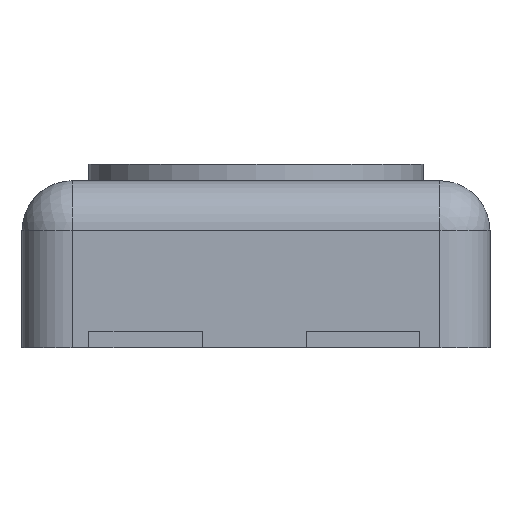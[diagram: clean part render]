
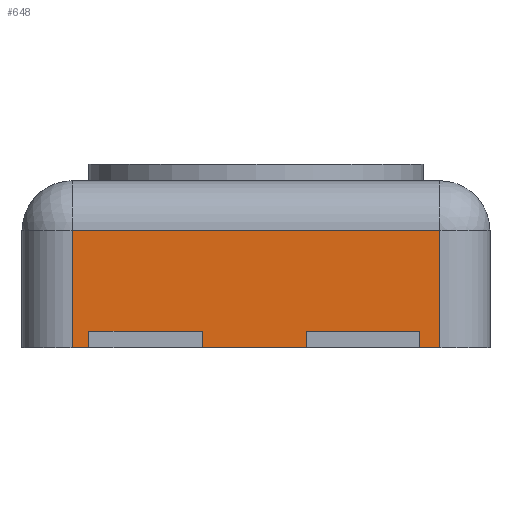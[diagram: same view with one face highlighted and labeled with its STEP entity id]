
A CAD part, left-side view. The second image highlights one B-rep face of the part: STEP entity #648.
In plain terms, the highlighted planar face has unit normal (-1, 0, 0).
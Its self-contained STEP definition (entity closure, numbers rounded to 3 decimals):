
#31=PLANE('',#714);
#64=FACE_OUTER_BOUND('',#104,.T.);
#104=EDGE_LOOP('',(#493,#494,#495,#496));
#159=LINE('',#1006,#228);
#163=LINE('',#1026,#232);
#164=LINE('',#1028,#233);
#165=LINE('',#1029,#234);
#228=VECTOR('',#810,10.);
#232=VECTOR('',#836,10.);
#233=VECTOR('',#837,10.);
#234=VECTOR('',#838,10.);
#307=VERTEX_POINT('',#999);
#310=VERTEX_POINT('',#1004);
#315=VERTEX_POINT('',#1025);
#316=VERTEX_POINT('',#1027);
#373=EDGE_CURVE('',#310,#307,#159,.T.);
#383=EDGE_CURVE('',#315,#310,#163,.T.);
#384=EDGE_CURVE('',#316,#315,#164,.T.);
#385=EDGE_CURVE('',#307,#316,#165,.T.);
#493=ORIENTED_EDGE('',*,*,#373,.F.);
#494=ORIENTED_EDGE('',*,*,#383,.F.);
#495=ORIENTED_EDGE('',*,*,#384,.F.);
#496=ORIENTED_EDGE('',*,*,#385,.F.);
#648=ADVANCED_FACE('',(#64),#31,.T.);
#714=AXIS2_PLACEMENT_3D('',#1024,#834,#835);
#810=DIRECTION('',(0.,0.,-1.));
#834=DIRECTION('center_axis',(-1.,0.,0.));
#835=DIRECTION('ref_axis',(0.,-1.,0.));
#836=DIRECTION('',(0.,-1.,0.));
#837=DIRECTION('',(0.,0.,1.));
#838=DIRECTION('',(0.,1.,0.));
#999=CARTESIAN_POINT('',(-1.75,-1.1,0.));
#1004=CARTESIAN_POINT('',(-1.75,-1.1,0.7));
#1006=CARTESIAN_POINT('',(-1.75,-1.1,0.));
#1024=CARTESIAN_POINT('Origin',(-1.75,1.4,0.));
#1025=CARTESIAN_POINT('',(-1.75,1.1,0.7));
#1026=CARTESIAN_POINT('',(-1.75,0.7,0.7));
#1027=CARTESIAN_POINT('',(-1.75,1.1,0.));
#1028=CARTESIAN_POINT('',(-1.75,1.1,0.));
#1029=CARTESIAN_POINT('',(-1.75,-1.4,0.));
